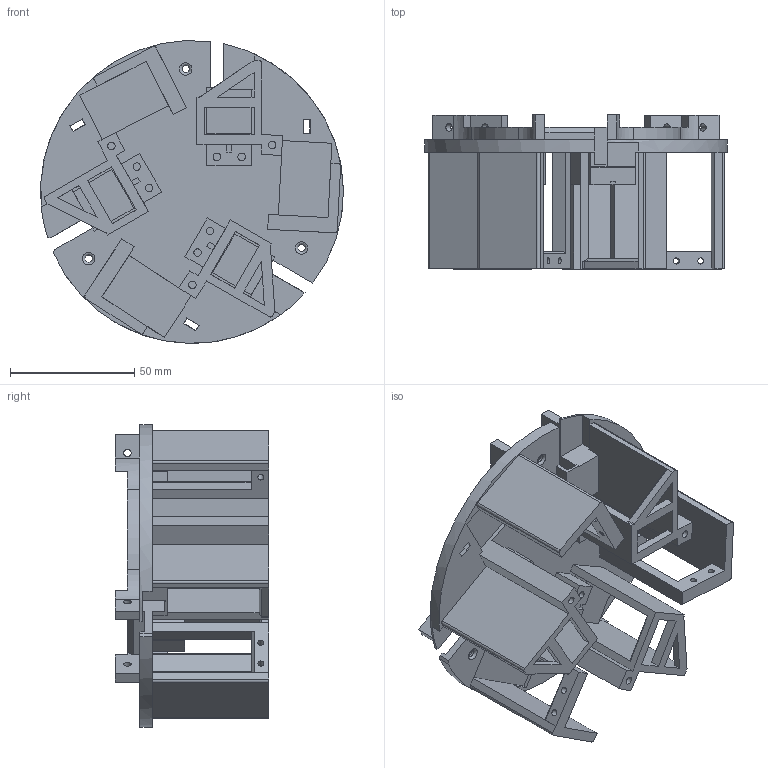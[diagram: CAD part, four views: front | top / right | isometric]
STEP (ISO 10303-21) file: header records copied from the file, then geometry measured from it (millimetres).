
FILE_DESCRIPTION(/* description */ (''),/* implementation_level */ '2;1');
FILE_NAME(/* name */ 'Palm.stp',/* time_stamp */ '2021-12-01T23:18:52+01:00',/* author */ ('liset'),/* organization */ (''),/* preprocessor_version */ 'ST-DEVELOPER v17.2',/* originating_system */ 'Autodesk Inventor 2019',/* authorisation */ '');
FILE_SCHEMA (('AUTOMOTIVE_DESIGN { 1 0 10303 214 3 1 1 }'));
Length unit declared in the file: millimetre
Products named in the file (1): Testing_+2mm
Bounding box: 121.98 x 62 x 121.95 mm (x, y, z)
Volume: 145729.9 mm3; surface area: 70857.7 mm2
Topology: 1 solids, 1 shells, 336 faces, 967 edges, 630 vertices
Faces by surface type: plane 250, cylinder 75, torus 6, cone 4, bspline 1
Full cylindrical faces by diameter (mm): 2.459 x6, 3 x18
Entity records: 11066 total; most frequent: CARTESIAN_POINT 1971, ORIENTED_EDGE 1934, DIRECTION 1798, EDGE_CURVE 967, LINE 790, VECTOR 790, VERTEX_POINT 630, AXIS2_PLACEMENT_3D 504
